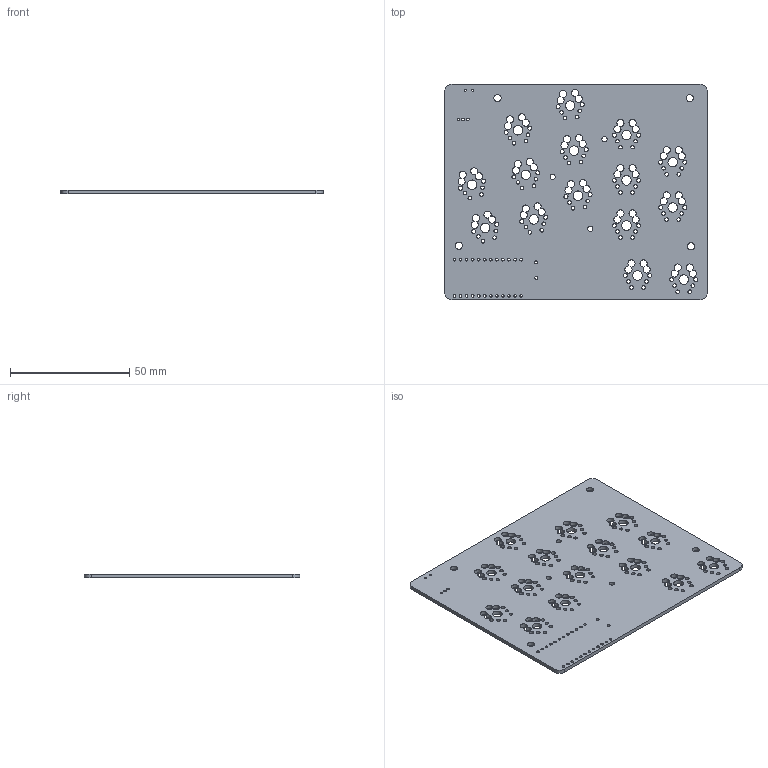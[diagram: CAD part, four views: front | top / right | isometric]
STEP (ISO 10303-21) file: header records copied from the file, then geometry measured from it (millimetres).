
FILE_DESCRIPTION(('KiCad electronic assembly'),'2;1');
FILE_NAME('wizza-mx.step','2023-01-25T10:05:42',('Pcbnew'),('Kicad'), 'Open CASCADE STEP processor 7.6','KiCad to STEP converter','Unknown' );
FILE_SCHEMA(('AUTOMOTIVE_DESIGN { 1 0 10303 214 1 1 1 1 }'));
Length unit declared in the file: millimetre
Products named in the file (2): wizza-mx 1; wizza PCB
Assembly tree (1 placements, depth 2):
  wizza-mx 1
    wizza PCB
Bounding box: 110.19 x 90.62 x 1.6 mm (x, y, z)
Volume: 14600.9 mm3; surface area: 20968.8 mm2
Topology: 1 solids, 1 shells, 273 faces, 813 edges, 542 vertices
Faces by surface type: cylinder 267, plane 6
Full cylindrical faces by diameter (mm): 0.9 x2, 1.092 x27, 1.3 x2, 1.499 x60, 1.702 x30, 2.2 x3, 3 x4, 3.988 x15
Entity records: 20689 total; most frequent: DIRECTION 3403, CARTESIAN_POINT 3376, ORIENTED_EDGE 1626, PCURVE 1626, DEFINITIONAL_REPRESENTATION 1626, LINE 1251, VECTOR 1251, CIRCLE 1068
